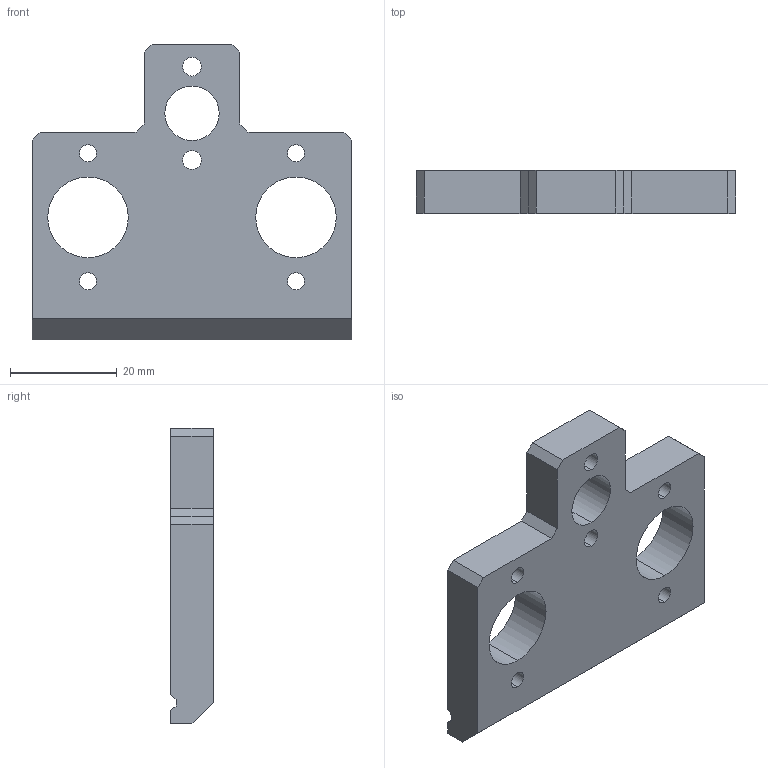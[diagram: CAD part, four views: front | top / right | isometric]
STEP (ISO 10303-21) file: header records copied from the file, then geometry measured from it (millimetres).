
FILE_DESCRIPTION (( 'STEP AP203' ), '1' );
FILE_NAME ('魂雄ヵ旯.STEP', '2024-08-06T15:05:34', ( '' ), ( '' ), 'SwSTEP 2.0', 'SolidWorks 2020', '' );
FILE_SCHEMA (( 'CONFIG_CONTROL_DESIGN' ));
Length unit declared in the file: millimetre
Products named in the file (1): 魂雄ヵ旯
Bounding box: 60 x 8 x 55.5 mm (x, y, z)
Volume: 16454.2 mm3; surface area: 7464.1 mm2
Topology: 1 solids, 1 shells, 51 faces, 135 edges, 86 vertices
Faces by surface type: plane 21, cylinder 18, cone 12
Entity records: 1694 total; most frequent: DIRECTION 287, CARTESIAN_POINT 273, ORIENTED_EDGE 270, EDGE_CURVE 135, AXIS2_PLACEMENT_3D 100, LINE 87, VECTOR 87, VERTEX_POINT 86
